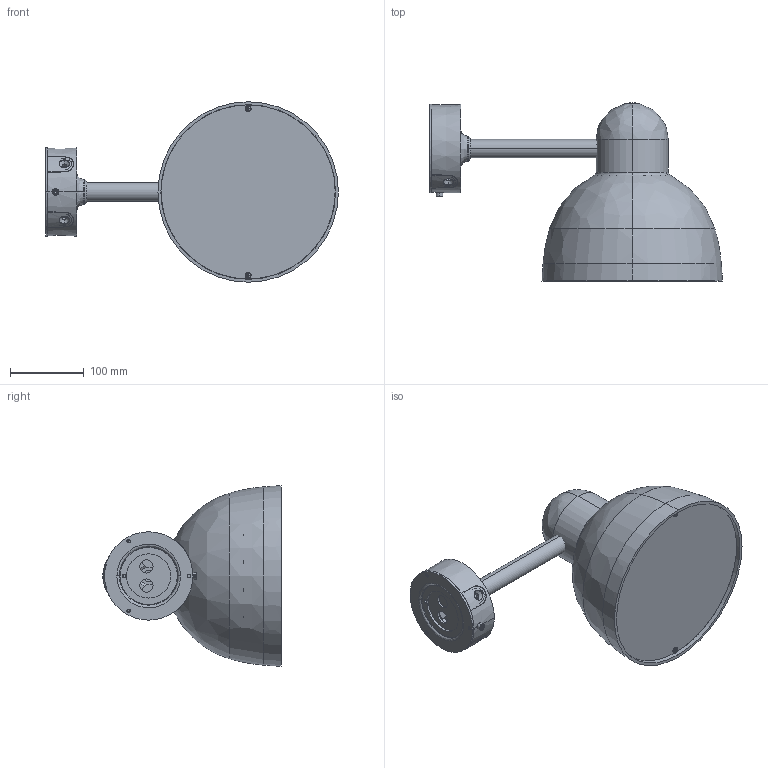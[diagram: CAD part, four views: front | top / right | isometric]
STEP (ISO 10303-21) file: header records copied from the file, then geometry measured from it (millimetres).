
FILE_DESCRIPTION (( 'STEP AP203' ), '1' );
FILE_NAME ('KOSTER_WALL_PIPE.STEP', '2024-02-06T07:15:15', ( '' ), ( '' ), 'SwSTEP 2.0', 'SolidWorks 2022', '' );
FILE_SCHEMA (( 'CONFIG_CONTROL_DESIGN' ));
Length unit declared in the file: millimetre
Products named in the file (1): KOSTER_WALL_PIPE
Bounding box: 397.62 x 241.99 x 245.05 mm (x, y, z)
Volume: 1055504.9 mm3; surface area: 500999.4 mm2
Topology: 13 solids, 15 shells, 889 faces, 2058 edges, 1210 vertices
Faces by surface type: cone 281, cylinder 218, bspline 205, plane 185
Entity records: 33706 total; most frequent: CARTESIAN_POINT 14241, DIRECTION 4108, ORIENTED_EDGE 4092, EDGE_CURVE 2046, AXIS2_PLACEMENT_3D 1697, VERTEX_POINT 1210, CIRCLE 1012, EDGE_LOOP 944
